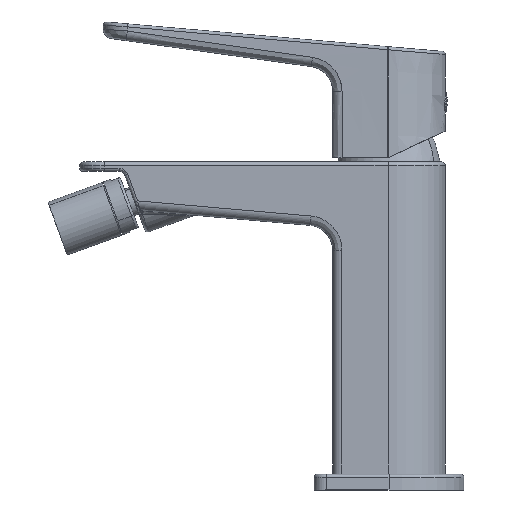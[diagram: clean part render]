
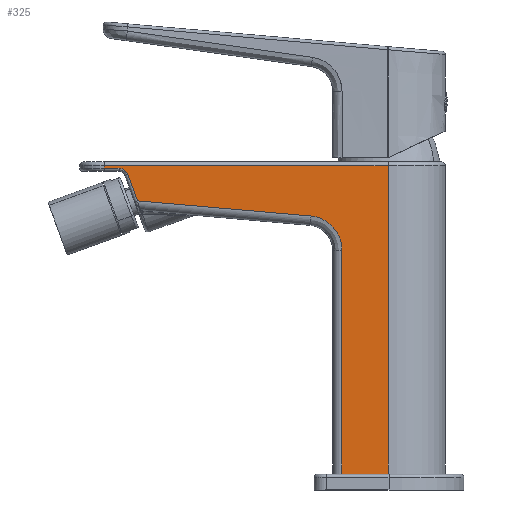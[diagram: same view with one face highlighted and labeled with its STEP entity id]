
A CAD part, left-side view. The second image highlights one B-rep face of the part: STEP entity #325.
In plain terms, the highlighted planar face has unit normal (1, -0.018, 0).
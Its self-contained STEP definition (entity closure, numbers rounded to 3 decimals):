
#198=CARTESIAN_POINT('Axis2P3D Location',(-41.209,-31.377,16.377)) ;
#203=CARTESIAN_POINT('Line Origine',(-40.855,-11.068,18.377)) ;
#207=CARTESIAN_POINT('Vertex',(-40.855,-11.068,20.377)) ;
#209=CARTESIAN_POINT('Vertex',(-40.855,-11.068,16.377)) ;
#212=CARTESIAN_POINT('Line Origine',(-40.726,-3.697,16.377)) ;
#216=CARTESIAN_POINT('Vertex',(-40.597,3.675,16.377)) ;
#219=CARTESIAN_POINT('Line Origine',(-40.597,3.675,18.377)) ;
#223=CARTESIAN_POINT('Vertex',(-40.597,3.675,20.377)) ;
#226=CARTESIAN_POINT('Line Origine',(-40.597,3.675,54.252)) ;
#230=CARTESIAN_POINT('Vertex',(-40.597,3.675,88.127)) ;
#234=CARTESIAN_POINT('Control Point',(-40.422,13.716,99.085)) ;
#235=CARTESIAN_POINT('Control Point',(-40.431,13.228,99.043)) ;
#236=CARTESIAN_POINT('Control Point',(-40.439,12.742,98.973)) ;
#237=CARTESIAN_POINT('Control Point',(-40.448,12.26,98.876)) ;
#238=CARTESIAN_POINT('Control Point',(-40.472,10.889,98.519)) ;
#239=CARTESIAN_POINT('Control Point',(-40.494,9.586,97.946)) ;
#240=CARTESIAN_POINT('Control Point',(-40.508,8.778,97.483)) ;
#241=CARTESIAN_POINT('Control Point',(-40.535,7.271,96.393)) ;
#242=CARTESIAN_POINT('Control Point',(-40.556,6.023,95.014)) ;
#243=CARTESIAN_POINT('Control Point',(-40.566,5.474,94.262)) ;
#244=CARTESIAN_POINT('Control Point',(-40.582,4.543,92.653)) ;
#245=CARTESIAN_POINT('Control Point',(-40.592,3.966,90.886)) ;
#246=CARTESIAN_POINT('Control Point',(-40.596,3.772,89.975)) ;
#247=CARTESIAN_POINT('Control Point',(-40.597,3.675,89.051)) ;
#248=CARTESIAN_POINT('Control Point',(-40.597,3.675,88.127)) ;
#249=CARTESIAN_POINT('Vertex',(-40.422,13.716,99.085)) ;
#252=CARTESIAN_POINT('Line Origine',(-39.938,41.428,101.51)) ;
#256=CARTESIAN_POINT('Vertex',(-39.455,69.139,103.934)) ;
#259=CARTESIAN_POINT('Line Origine',(-39.428,70.68,108.169)) ;
#263=CARTESIAN_POINT('Vertex',(-39.401,72.221,112.403)) ;
#267=CARTESIAN_POINT('Control Point',(-39.352,75.041,114.377)) ;
#268=CARTESIAN_POINT('Control Point',(-39.354,74.938,114.377)) ;
#269=CARTESIAN_POINT('Control Point',(-39.355,74.835,114.373)) ;
#270=CARTESIAN_POINT('Control Point',(-39.357,74.732,114.364)) ;
#271=CARTESIAN_POINT('Control Point',(-39.364,74.321,114.311)) ;
#272=CARTESIAN_POINT('Control Point',(-39.371,73.923,114.188)) ;
#273=CARTESIAN_POINT('Control Point',(-39.376,73.638,114.057)) ;
#274=CARTESIAN_POINT('Control Point',(-39.385,73.107,113.724)) ;
#275=CARTESIAN_POINT('Control Point',(-39.393,72.679,113.267)) ;
#276=CARTESIAN_POINT('Control Point',(-39.396,72.496,113.012)) ;
#277=CARTESIAN_POINT('Control Point',(-39.399,72.343,112.728)) ;
#278=CARTESIAN_POINT('Control Point',(-39.401,72.231,112.429)) ;
#279=CARTESIAN_POINT('Control Point',(-39.401,72.228,112.42)) ;
#280=CARTESIAN_POINT('Control Point',(-39.401,72.225,112.412)) ;
#281=CARTESIAN_POINT('Control Point',(-39.401,72.221,112.403)) ;
#282=CARTESIAN_POINT('Vertex',(-39.352,75.041,114.377)) ;
#285=CARTESIAN_POINT('Line Origine',(-39.311,77.401,114.377)) ;
#289=CARTESIAN_POINT('Vertex',(-39.269,79.762,114.377)) ;
#292=CARTESIAN_POINT('Line Origine',(-39.269,79.762,114.777)) ;
#296=CARTESIAN_POINT('Vertex',(-39.269,79.762,115.177)) ;
#299=CARTESIAN_POINT('Line Origine',(-40.062,34.347,115.177)) ;
#303=CARTESIAN_POINT('Vertex',(-40.855,-11.068,115.177)) ;
#306=CARTESIAN_POINT('Line Origine',(-40.855,-11.068,67.777)) ;
#205=VECTOR('Line Direction',#204,1.) ;
#214=VECTOR('Line Direction',#213,1.) ;
#221=VECTOR('Line Direction',#220,1.) ;
#228=VECTOR('Line Direction',#227,1.) ;
#254=VECTOR('Line Direction',#253,1.) ;
#261=VECTOR('Line Direction',#260,1.) ;
#287=VECTOR('Line Direction',#286,1.) ;
#294=VECTOR('Line Direction',#293,1.) ;
#301=VECTOR('Line Direction',#300,1.) ;
#308=VECTOR('Line Direction',#307,1.) ;
#199=DIRECTION('Axis2P3D Direction',(1.,-0.017,0.)) ;
#200=DIRECTION('Axis2P3D XDirection',(0.017,1.,0.)) ;
#204=DIRECTION('Vector Direction',(0.,0.,1.)) ;
#213=DIRECTION('Vector Direction',(-0.017,-1.,0.)) ;
#220=DIRECTION('Vector Direction',(0.,0.,1.)) ;
#227=DIRECTION('Vector Direction',(0.,0.,1.)) ;
#253=DIRECTION('Vector Direction',(0.017,0.996,0.087)) ;
#260=DIRECTION('Vector Direction',(-0.006,-0.342,-0.94)) ;
#286=DIRECTION('Vector Direction',(-0.017,-1.,0.)) ;
#293=DIRECTION('Vector Direction',(0.,0.,1.)) ;
#300=DIRECTION('Vector Direction',(-0.017,-1.,0.)) ;
#307=DIRECTION('Vector Direction',(0.,0.,-1.)) ;
#201=AXIS2_PLACEMENT_3D('Plane Axis2P3D',#198,#199,#200) ;
#206=LINE('Line',#203,#205) ;
#215=LINE('Line',#212,#214) ;
#222=LINE('Line',#219,#221) ;
#229=LINE('Line',#226,#228) ;
#255=LINE('Line',#252,#254) ;
#262=LINE('Line',#259,#261) ;
#288=LINE('Line',#285,#287) ;
#295=LINE('Line',#292,#294) ;
#302=LINE('Line',#299,#301) ;
#309=LINE('Line',#306,#308) ;
#202=PLANE('',#201) ;
#211=EDGE_CURVE('',#208,#210,#206,.F.) ;
#218=EDGE_CURVE('',#210,#217,#215,.F.) ;
#225=EDGE_CURVE('',#217,#224,#222,.T.) ;
#232=EDGE_CURVE('',#224,#231,#229,.T.) ;
#251=EDGE_CURVE('',#231,#250,#233,.F.) ;
#258=EDGE_CURVE('',#250,#257,#255,.T.) ;
#265=EDGE_CURVE('',#257,#264,#262,.F.) ;
#284=EDGE_CURVE('',#264,#283,#266,.F.) ;
#291=EDGE_CURVE('',#283,#290,#288,.F.) ;
#298=EDGE_CURVE('',#290,#297,#295,.T.) ;
#305=EDGE_CURVE('',#297,#304,#302,.T.) ;
#310=EDGE_CURVE('',#304,#208,#309,.T.) ;
#312=ORIENTED_EDGE('',*,*,#211,.T.) ;
#313=ORIENTED_EDGE('',*,*,#218,.T.) ;
#314=ORIENTED_EDGE('',*,*,#225,.T.) ;
#315=ORIENTED_EDGE('',*,*,#232,.T.) ;
#316=ORIENTED_EDGE('',*,*,#251,.T.) ;
#317=ORIENTED_EDGE('',*,*,#258,.T.) ;
#318=ORIENTED_EDGE('',*,*,#265,.T.) ;
#319=ORIENTED_EDGE('',*,*,#284,.T.) ;
#320=ORIENTED_EDGE('',*,*,#291,.T.) ;
#321=ORIENTED_EDGE('',*,*,#298,.T.) ;
#322=ORIENTED_EDGE('',*,*,#305,.T.) ;
#323=ORIENTED_EDGE('',*,*,#310,.T.) ;
#311=EDGE_LOOP('',(#312,#313,#314,#315,#316,#317,#318,#319,#320,#321,#322,#323)) ;
#208=VERTEX_POINT('',#207) ;
#210=VERTEX_POINT('',#209) ;
#217=VERTEX_POINT('',#216) ;
#224=VERTEX_POINT('',#223) ;
#231=VERTEX_POINT('',#230) ;
#250=VERTEX_POINT('',#249) ;
#257=VERTEX_POINT('',#256) ;
#264=VERTEX_POINT('',#263) ;
#283=VERTEX_POINT('',#282) ;
#290=VERTEX_POINT('',#289) ;
#297=VERTEX_POINT('',#296) ;
#304=VERTEX_POINT('',#303) ;
#325=ADVANCED_FACE('Superficie.193',(#324),#202,.T.) ;
#233=B_SPLINE_CURVE_WITH_KNOTS('',5,(#234,#235,#236,#237,#238,#239,#240,#241,#242,#243,#244,#245,#246,#247,#248),.UNSPECIFIED.,.F.,.U.,(6,3,3,3,6),(32.644,35.676,41.394,47.112,52.824),.UNSPECIFIED.) ;
#266=B_SPLINE_CURVE_WITH_KNOTS('',5,(#267,#268,#269,#270,#271,#272,#273,#274,#275,#276,#277,#278,#279,#280,#281),.UNSPECIFIED.,.F.,.U.,(6,3,3,3,6),(9.126,9.745,11.611,13.477,13.531),.UNSPECIFIED.) ;
#324=FACE_OUTER_BOUND('',#311,.T.) ;
